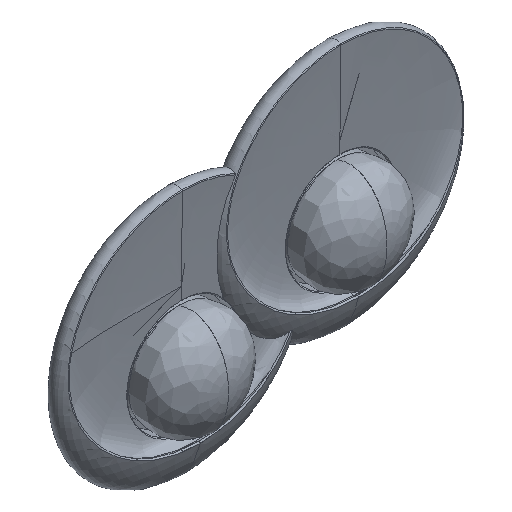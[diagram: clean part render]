
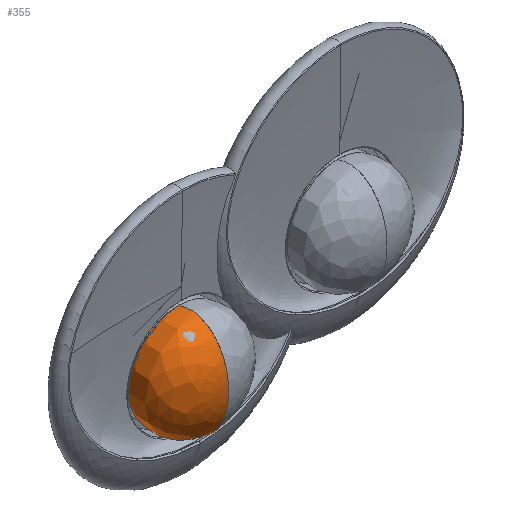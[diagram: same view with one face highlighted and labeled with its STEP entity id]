
A CAD part, isometric view. The second image highlights one B-rep face of the part: STEP entity #355.
In plain terms, the highlighted free-form (B-spline) face has degree [3, 2] with [10, 9] control points.
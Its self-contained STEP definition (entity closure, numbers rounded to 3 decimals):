
#355=ADVANCED_FACE('',(#610),#4308,.T.);
#610=FACE_OUTER_BOUND('',#901,.T.);
#901=EDGE_LOOP('',(#2020,#2021,#2022));
#2020=ORIENTED_EDGE('',*,*,#2835,.T.);
#2021=ORIENTED_EDGE('',*,*,#2834,.F.);
#2022=ORIENTED_EDGE('',*,*,#2833,.F.);
#2833=EDGE_CURVE('',#4009,#4010,#3215,.T.);
#2834=EDGE_CURVE('',#4010,#4013,#3622,.T.);
#2835=EDGE_CURVE('',#4009,#4013,#3623,.T.);
#3215=(
BOUNDED_CURVE()
B_SPLINE_CURVE(2,(#21747,#21748,#21749,#21750,#21751),.UNSPECIFIED.,.F.,
 .F.)
B_SPLINE_CURVE_WITH_KNOTS((3,2,3),(0.,78.933,157.865),
 .UNSPECIFIED.)
CURVE()
GEOMETRIC_REPRESENTATION_ITEM()
RATIONAL_B_SPLINE_CURVE((1.,0.707,1.,0.707,1.))
REPRESENTATION_ITEM('')
);
#3622=B_SPLINE_CURVE_WITH_KNOTS('',3,(#21752,#21753,#21754,#21755,#21756,
#21757,#21758,#21759,#21760),.UNSPECIFIED.,.F.,.F.,(4,1,1,1,1,1,4),(0.,
4.354,18.886,38.268,58.59,75.843,
85.93),.UNSPECIFIED.);
#3623=B_SPLINE_CURVE_WITH_KNOTS('',3,(#21761,#21762,#21763,#21764,#21765,
#21766,#21767,#21768,#21769),.UNSPECIFIED.,.F.,.F.,(4,1,1,1,1,1,4),(0.851,
5.115,19.347,38.33,58.232,75.129,
85.008),.UNSPECIFIED.);
#4009=VERTEX_POINT('',#21737);
#4010=VERTEX_POINT('',#21738);
#4013=VERTEX_POINT('',#21741);
#4308=(
BOUNDED_SURFACE()
B_SPLINE_SURFACE(3,2,((#21160,#21161,#21162,#21163,#21164,#21165,#21166,
#21167,#21168),(#21169,#21170,#21171,#21172,#21173,#21174,#21175,#21176,
#21177),(#21178,#21179,#21180,#21181,#21182,#21183,#21184,#21185,#21186),
(#21187,#21188,#21189,#21190,#21191,#21192,#21193,#21194,#21195),(#21196,
#21197,#21198,#21199,#21200,#21201,#21202,#21203,#21204),(#21205,#21206,
#21207,#21208,#21209,#21210,#21211,#21212,#21213),(#21214,#21215,#21216,
#21217,#21218,#21219,#21220,#21221,#21222),(#21223,#21224,#21225,#21226,
#21227,#21228,#21229,#21230,#21231),(#21232,#21233,#21234,#21235,#21236,
#21237,#21238,#21239,#21240),(#21241,#21242,#21243,#21244,#21245,#21246,
#21247,#21248,#21249)),.UNSPECIFIED.,.F.,.F.,.F.)
B_SPLINE_SURFACE_WITH_KNOTS((4,1,1,1,1,1,1,4),(3,2,2,2,3),(0.,0.851,
5.115,19.347,38.33,58.232,75.129,
85.008),(0.,82.31,164.62,246.93,
329.24),.UNSPECIFIED.)
GEOMETRIC_REPRESENTATION_ITEM()
RATIONAL_B_SPLINE_SURFACE(((1.,0.707,1.,0.707,1.,
0.707,1.,0.707,1.),(1.,0.707,1.,0.707,
1.,0.707,1.,0.707,1.),(1.,0.707,1.,
0.707,1.,0.707,1.,0.707,1.),(1.,0.707,
1.,0.707,1.,0.707,1.,0.707,1.),(1.,
0.707,1.,0.707,1.,0.707,1.,0.707,
1.),(1.,0.707,1.,0.707,1.,0.707,1.,
0.707,1.),(1.,0.707,1.,0.707,1.,0.707,
1.,0.707,1.),(1.,0.707,1.,0.707,1.,
0.707,1.,0.707,1.),(1.,0.707,1.,0.707,
1.,0.707,1.,0.707,1.),(1.,0.707,1.,
0.707,1.,0.707,1.,0.707,1.)))
REPRESENTATION_ITEM('')
SURFACE()
);
#21160=CARTESIAN_POINT('',(0.,0.8,49.989));
#21161=CARTESIAN_POINT('',(49.989,0.8,49.989));
#21162=CARTESIAN_POINT('',(49.989,0.8,0.));
#21163=CARTESIAN_POINT('',(49.989,0.8,-49.989));
#21164=CARTESIAN_POINT('',(0.,0.8,-49.989));
#21165=CARTESIAN_POINT('',(-49.989,0.8,-49.989));
#21166=CARTESIAN_POINT('',(-49.989,0.8,0.));
#21167=CARTESIAN_POINT('',(-49.989,0.8,49.989));
#21168=CARTESIAN_POINT('',(0.,0.8,49.989));
#21169=CARTESIAN_POINT('',(0.,0.534,50.079));
#21170=CARTESIAN_POINT('',(50.079,0.534,50.079));
#21171=CARTESIAN_POINT('',(50.079,0.534,0.));
#21172=CARTESIAN_POINT('',(50.079,0.534,-50.079));
#21173=CARTESIAN_POINT('',(0.,0.534,-50.079));
#21174=CARTESIAN_POINT('',(-50.079,0.534,-50.079));
#21175=CARTESIAN_POINT('',(-50.079,0.534,0.));
#21176=CARTESIAN_POINT('',(-50.079,0.534,50.079));
#21177=CARTESIAN_POINT('',(0.,0.534,50.079));
#21178=CARTESIAN_POINT('',(0.,-1.069,50.601));
#21179=CARTESIAN_POINT('',(50.601,-1.069,50.601));
#21180=CARTESIAN_POINT('',(50.601,-1.069,0.));
#21181=CARTESIAN_POINT('',(50.601,-1.069,-50.601));
#21182=CARTESIAN_POINT('',(0.,-1.069,-50.601));
#21183=CARTESIAN_POINT('',(-50.601,-1.069,-50.601));
#21184=CARTESIAN_POINT('',(-50.601,-1.069,0.));
#21185=CARTESIAN_POINT('',(-50.601,-1.069,50.601));
#21186=CARTESIAN_POINT('',(0.,-1.069,50.601));
#21187=CARTESIAN_POINT('',(0.,-7.258,52.252));
#21188=CARTESIAN_POINT('',(52.252,-7.258,52.252));
#21189=CARTESIAN_POINT('',(52.252,-7.258,0.));
#21190=CARTESIAN_POINT('',(52.252,-7.258,-52.252));
#21191=CARTESIAN_POINT('',(0.,-7.258,-52.252));
#21192=CARTESIAN_POINT('',(-52.252,-7.258,-52.252));
#21193=CARTESIAN_POINT('',(-52.252,-7.258,0.));
#21194=CARTESIAN_POINT('',(-52.252,-7.258,52.252));
#21195=CARTESIAN_POINT('',(0.,-7.258,52.252));
#21196=CARTESIAN_POINT('',(0.,-20.079,53.386));
#21197=CARTESIAN_POINT('',(53.386,-20.079,53.386));
#21198=CARTESIAN_POINT('',(53.386,-20.079,0.));
#21199=CARTESIAN_POINT('',(53.386,-20.079,-53.386));
#21200=CARTESIAN_POINT('',(0.,-20.079,-53.386));
#21201=CARTESIAN_POINT('',(-53.386,-20.079,-53.386));
#21202=CARTESIAN_POINT('',(-53.386,-20.079,0.));
#21203=CARTESIAN_POINT('',(-53.386,-20.079,53.386));
#21204=CARTESIAN_POINT('',(0.,-20.079,53.386));
#21205=CARTESIAN_POINT('',(0.,-36.179,43.562));
#21206=CARTESIAN_POINT('',(43.562,-36.179,43.562));
#21207=CARTESIAN_POINT('',(43.562,-36.179,0.));
#21208=CARTESIAN_POINT('',(43.562,-36.179,-43.562));
#21209=CARTESIAN_POINT('',(0.,-36.179,-43.562));
#21210=CARTESIAN_POINT('',(-43.562,-36.179,-43.562));
#21211=CARTESIAN_POINT('',(-43.562,-36.179,0.));
#21212=CARTESIAN_POINT('',(-43.562,-36.179,43.562));
#21213=CARTESIAN_POINT('',(0.,-36.179,43.562));
#21214=CARTESIAN_POINT('',(0.,-45.781,27.331));
#21215=CARTESIAN_POINT('',(27.331,-45.781,27.331));
#21216=CARTESIAN_POINT('',(27.331,-45.781,0.));
#21217=CARTESIAN_POINT('',(27.331,-45.781,-27.331));
#21218=CARTESIAN_POINT('',(0.,-45.781,-27.331));
#21219=CARTESIAN_POINT('',(-27.331,-45.781,-27.331));
#21220=CARTESIAN_POINT('',(-27.331,-45.781,0.));
#21221=CARTESIAN_POINT('',(-27.331,-45.781,27.331));
#21222=CARTESIAN_POINT('',(0.,-45.781,27.331));
#21223=CARTESIAN_POINT('',(0.,-49.614,12.156));
#21224=CARTESIAN_POINT('',(12.156,-49.614,12.156));
#21225=CARTESIAN_POINT('',(12.156,-49.614,0.));
#21226=CARTESIAN_POINT('',(12.156,-49.614,-12.156));
#21227=CARTESIAN_POINT('',(0.,-49.614,-12.156));
#21228=CARTESIAN_POINT('',(-12.156,-49.614,-12.156));
#21229=CARTESIAN_POINT('',(-12.156,-49.614,0.));
#21230=CARTESIAN_POINT('',(-12.156,-49.614,12.156));
#21231=CARTESIAN_POINT('',(0.,-49.614,12.156));
#21232=CARTESIAN_POINT('',(0.,-49.814,3.275));
#21233=CARTESIAN_POINT('',(3.275,-49.814,3.275));
#21234=CARTESIAN_POINT('',(3.275,-49.814,0.));
#21235=CARTESIAN_POINT('',(3.275,-49.814,-3.275));
#21236=CARTESIAN_POINT('',(0.,-49.814,-3.275));
#21237=CARTESIAN_POINT('',(-3.275,-49.814,-3.275));
#21238=CARTESIAN_POINT('',(-3.275,-49.814,0.));
#21239=CARTESIAN_POINT('',(-3.275,-49.814,3.275));
#21240=CARTESIAN_POINT('',(0.,-49.814,3.275));
#21241=CARTESIAN_POINT('',(0.,-49.811,0.));
#21242=CARTESIAN_POINT('',(0.,-49.811,0.));
#21243=CARTESIAN_POINT('',(0.,-49.811,0.));
#21244=CARTESIAN_POINT('',(0.,-49.811,0.));
#21245=CARTESIAN_POINT('',(0.,-49.811,0.));
#21246=CARTESIAN_POINT('',(0.,-49.811,0.));
#21247=CARTESIAN_POINT('',(0.,-49.811,0.));
#21248=CARTESIAN_POINT('',(0.,-49.811,0.));
#21249=CARTESIAN_POINT('',(0.,-49.811,0.));
#21737=CARTESIAN_POINT('',(0.,0.,50.25));
#21738=CARTESIAN_POINT('',(0.,0.,-50.25));
#21741=CARTESIAN_POINT('',(0.,-49.811,0.));
#21747=CARTESIAN_POINT('',(0.,0.,50.25));
#21748=CARTESIAN_POINT('',(50.25,0.,50.25));
#21749=CARTESIAN_POINT('',(50.25,0.,0.));
#21750=CARTESIAN_POINT('',(50.25,0.,-50.25));
#21751=CARTESIAN_POINT('',(0.,0.,-50.25));
#21752=CARTESIAN_POINT('',(0.,0.,-50.25));
#21753=CARTESIAN_POINT('',(0.,-1.341,-50.673));
#21754=CARTESIAN_POINT('',(0.,-7.258,-52.252));
#21755=CARTESIAN_POINT('',(0.,-20.079,-53.386));
#21756=CARTESIAN_POINT('',(0.,-36.179,-43.562));
#21757=CARTESIAN_POINT('',(0.,-45.781,-27.331));
#21758=CARTESIAN_POINT('',(0.,-49.614,-12.156));
#21759=CARTESIAN_POINT('',(0.,-49.814,-3.275));
#21760=CARTESIAN_POINT('',(0.,-49.811,0.));
#21761=CARTESIAN_POINT('',(0.,0.,50.25));
#21762=CARTESIAN_POINT('',(0.,-1.341,50.673));
#21763=CARTESIAN_POINT('',(0.,-7.258,52.252));
#21764=CARTESIAN_POINT('',(0.,-20.079,53.386));
#21765=CARTESIAN_POINT('',(0.,-36.179,43.562));
#21766=CARTESIAN_POINT('',(0.,-45.781,27.331));
#21767=CARTESIAN_POINT('',(0.,-49.614,12.156));
#21768=CARTESIAN_POINT('',(0.,-49.814,3.275));
#21769=CARTESIAN_POINT('',(0.,-49.811,0.));
